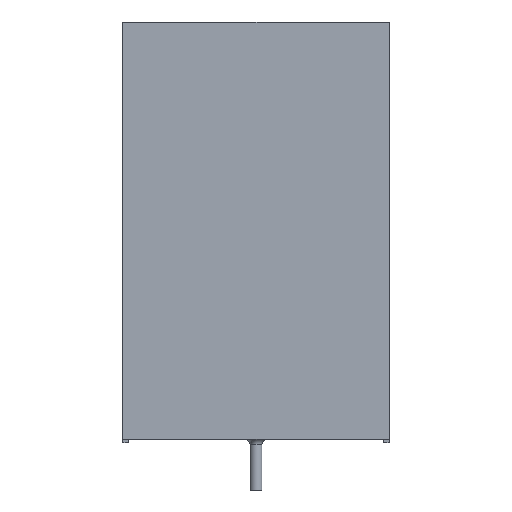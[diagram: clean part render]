
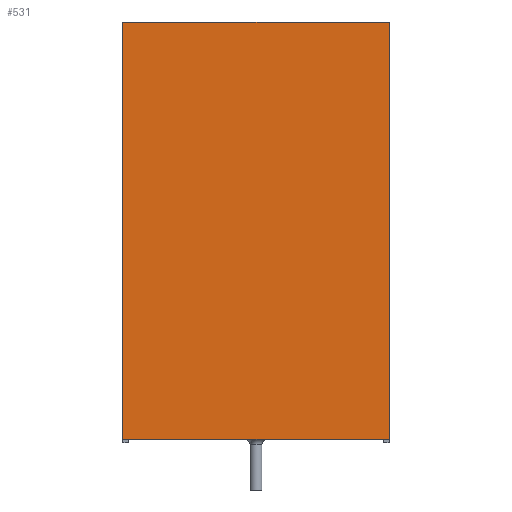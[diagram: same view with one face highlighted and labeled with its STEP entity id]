
A CAD part, left-side view. The second image highlights one B-rep face of the part: STEP entity #531.
In plain terms, the highlighted planar face has unit normal (-1, 0, 0).
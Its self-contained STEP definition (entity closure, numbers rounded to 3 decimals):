
#531 = ADVANCED_FACE( '', ( #1163 ), #1164, .F. );
#1163 = FACE_OUTER_BOUND( '', #1931, .T. );
#1164 = PLANE( '', #1932 );
#1931 = EDGE_LOOP( '', ( #3971, #3972, #3973, #3974 ) );
#1932 = AXIS2_PLACEMENT_3D( '', #3975, #3976, #3977 );
#3971 = ORIENTED_EDGE( '', *, *, #5330, .T. );
#3972 = ORIENTED_EDGE( '', *, *, #5461, .F. );
#3973 = ORIENTED_EDGE( '', *, *, #5066, .F. );
#3974 = ORIENTED_EDGE( '', *, *, #5553, .T. );
#3975 = CARTESIAN_POINT( '', ( -20.75, -11.25, 17.6 ) );
#3976 = DIRECTION( '', ( 1., 0., 0. ) );
#3977 = DIRECTION( '', ( 0., 0., -1. ) );
#5066 = EDGE_CURVE( '', #5955, #5956, #5957, .T. );
#5330 = EDGE_CURVE( '', #6376, #6377, #6378, .T. );
#5461 = EDGE_CURVE( '', #5956, #6377, #6565, .T. );
#5553 = EDGE_CURVE( '', #5955, #6376, #6689, .T. );
#5955 = VERTEX_POINT( '', #7507 );
#5956 = VERTEX_POINT( '', #7508 );
#5957 = LINE( '', #7509, #7510 );
#6376 = VERTEX_POINT( '', #8718 );
#6377 = VERTEX_POINT( '', #8719 );
#6378 = LINE( '', #8720, #8721 );
#6565 = LINE( '', #9255, #9256 );
#6689 = LINE( '', #9567, #9568 );
#7507 = CARTESIAN_POINT( '', ( -20.75, -11.25, 17.6 ) );
#7508 = CARTESIAN_POINT( '', ( -20.75, -11.25, -17.6 ) );
#7509 = CARTESIAN_POINT( '', ( -20.75, -11.25, 17.6 ) );
#7510 = VECTOR( '', #10213, 1000. );
#8718 = CARTESIAN_POINT( '', ( -20.75, 11.25, 17.6 ) );
#8719 = CARTESIAN_POINT( '', ( -20.75, 11.25, -17.6 ) );
#8720 = CARTESIAN_POINT( '', ( -20.75, 11.25, 17.6 ) );
#8721 = VECTOR( '', #10334, 1000. );
#9255 = CARTESIAN_POINT( '', ( -20.75, -11.25, -17.6 ) );
#9256 = VECTOR( '', #10395, 1000. );
#9567 = CARTESIAN_POINT( '', ( -20.75, -11.25, 17.6 ) );
#9568 = VECTOR( '', #10432, 1000. );
#10213 = DIRECTION( '', ( 0., 0., -1. ) );
#10334 = DIRECTION( '', ( 0., 0., -1. ) );
#10395 = DIRECTION( '', ( 0., 1., 0. ) );
#10432 = DIRECTION( '', ( 0., 1., 0. ) );
